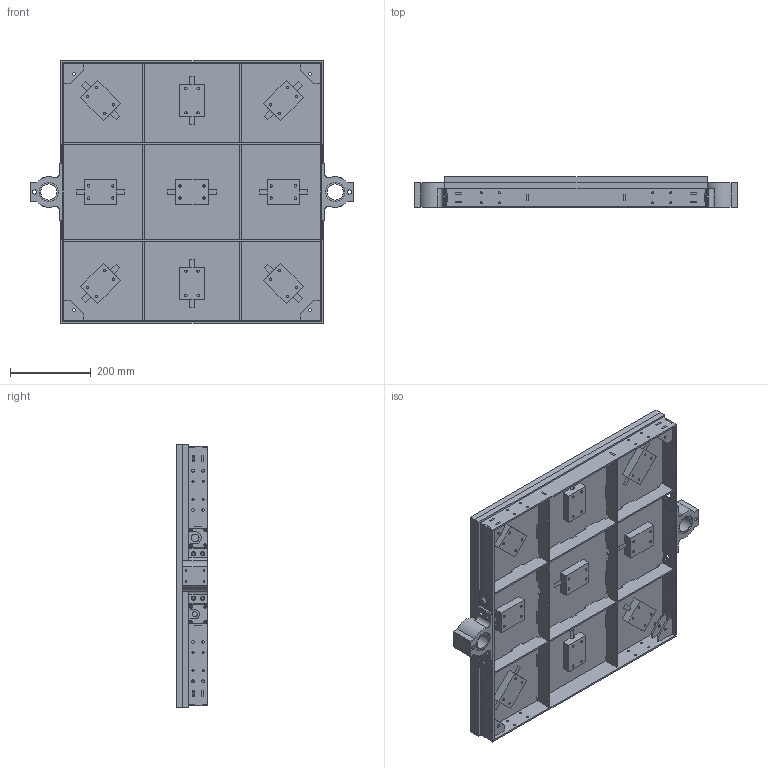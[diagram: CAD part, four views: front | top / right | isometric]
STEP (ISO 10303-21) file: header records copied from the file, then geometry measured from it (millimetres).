
FILE_DESCRIPTION (( 'STEP AP203' ), '1' );
FILE_NAME ('200_PressPlate-Global-650-SPC-650-Max-Top-Cooling.step', '2024-07-07T11:45:27', ( '' ), ( '' ), 'SwSTEP 2.0', 'SolidWorks 2022', '' );
FILE_SCHEMA (( 'CONFIG_CONTROL_DESIGN' ));
Length unit declared in the file: millimetre
Products named in the file (17): 7_Side_x2_4mm_FERRO; PowerGland; 20_80_60; TCGland; Slide40_RailGuides; CoolingAssembly; socket button head cap screw_am_B18.3.4M - 4 x 0.7 x 4 SBHCS --N; 7_Rib_x2_4mm_FERRO; 6_TCGland_x2_1mm_Inox; 210_PlateAssemblyRibs; 6_Side_x2_4mm_FERRO; 303_TriMount_x8_5mm_FERRO; 8_Rib_x2_4mm_FERRO; 250-15-SP-CoolingPlate5083; 200_PressPlate-Global-650-SPC-650-Max-Top-Cooling; 250-15-SP-HeatPlate5083; 6_PGland_x2_1mm_Inox
Assembly tree (46 placements, depth 3):
  200_PressPlate-Global-650-SPC-650-Max-Top-Cooling
    210_PlateAssemblyRibs
      8_Rib_x2_4mm_FERRO  x2
      7_Rib_x2_4mm_FERRO  x2
      7_Side_x2_4mm_FERRO  x2
      6_Side_x2_4mm_FERRO  x2
    250-15-SP-HeatPlate5083
    20_80_60  x9
    303_TriMount_x8_5mm_FERRO  x8
    CoolingAssembly
      250-15-SP-CoolingPlate5083  x2
    Slide40_RailGuides  x2
    PowerGland  x2
      6_PGland_x2_1mm_Inox
      socket button head cap screw_am_B18.3.4M - 4 x 0.7 x 4 SBHCS --N
    TCGland  x2
      6_TCGland_x2_1mm_Inox
      socket button head cap screw_am_B18.3.4M - 4 x 0.7 x 4 SBHCS --N
Bounding box: 799 x 75 x 650 mm (x, y, z)
Volume: 20950307.3 mm3; surface area: 3486500 mm2
Topology: 52 solids, 52 shells, 2052 faces, 5169 edges, 3366 vertices
Faces by surface type: plane 1051, cylinder 873, cone 64, torus 32, sphere 32
Entity records: 26770 total; most frequent: DIRECTION 4435, CARTESIAN_POINT 4102, ORIENTED_EDGE 3926, EDGE_CURVE 1963, AXIS2_PLACEMENT_3D 1638, VERTEX_POINT 1305, LINE 1159, VECTOR 1159
